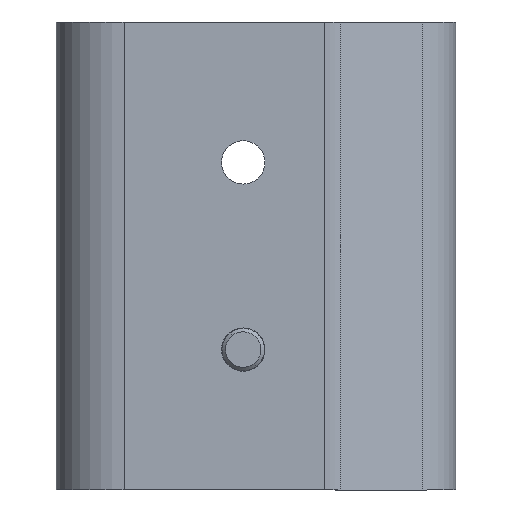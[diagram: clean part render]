
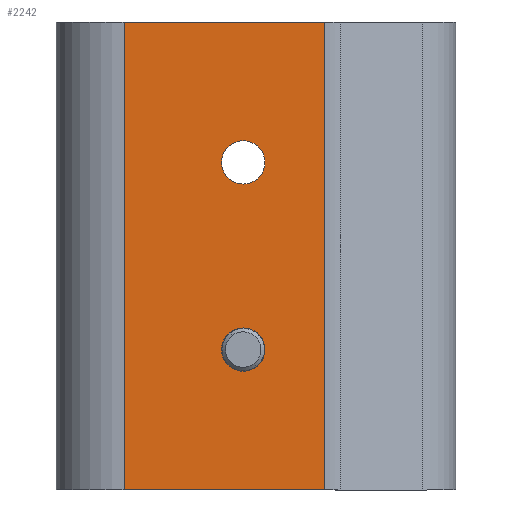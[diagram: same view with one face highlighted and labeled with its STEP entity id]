
A CAD part, left-side view. The second image highlights one B-rep face of the part: STEP entity #2242.
In plain terms, the highlighted planar face has unit normal (-1, 0, 0).
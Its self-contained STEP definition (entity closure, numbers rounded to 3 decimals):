
#3 = DIRECTION ( 'NONE',  ( 0., 0., 1. ) ) ;
#20 = LINE ( 'NONE', #362, #2419 ) ;
#35 = CIRCLE ( 'NONE', #1715, 5.1 ) ;
#48 = ORIENTED_EDGE ( 'NONE', *, *, #939, .T. ) ;
#55 = DIRECTION ( 'NONE',  ( 0., 0., 1. ) ) ;
#92 = CIRCLE ( 'NONE', #1216, 5.1 ) ;
#193 = VERTEX_POINT ( 'NONE', #2404 ) ;
#247 = CARTESIAN_POINT ( 'NONE',  ( -50., 3., 122. ) ) ;
#270 = LINE ( 'NONE', #1318, #1243 ) ;
#291 = DIRECTION ( 'NONE',  ( 0., 0., 1. ) ) ;
#306 = ORIENTED_EDGE ( 'NONE', *, *, #1521, .T. ) ;
#311 = EDGE_CURVE ( 'NONE', #1221, #698, #2054, .T. ) ;
#334 = ORIENTED_EDGE ( 'NONE', *, *, #1678, .F. ) ;
#362 = CARTESIAN_POINT ( 'NONE',  ( -50., -16.06, 200. ) ) ;
#378 = ORIENTED_EDGE ( 'NONE', *, *, #1770, .T. ) ;
#390 = CIRCLE ( 'NONE', #1443, 5.1 ) ;
#409 = ORIENTED_EDGE ( 'NONE', *, *, #1411, .T. ) ;
#457 = ORIENTED_EDGE ( 'NONE', *, *, #1375, .F. ) ;
#496 = EDGE_CURVE ( 'NONE', #2014, #2140, #20, .T. ) ;
#507 = DIRECTION ( 'NONE',  ( 1., 0., 0. ) ) ;
#509 = FACE_OUTER_BOUND ( 'NONE', #800, .T. ) ;
#549 = DIRECTION ( 'NONE',  ( -1., 0., 0. ) ) ;
#643 = CARTESIAN_POINT ( 'NONE',  ( -50., 3., 83.1 ) ) ;
#672 = EDGE_LOOP ( 'NONE', ( #306, #378 ) ) ;
#698 = VERTEX_POINT ( 'NONE', #1798 ) ;
#743 = DIRECTION ( 'NONE',  ( 1., 0., 0. ) ) ;
#800 = EDGE_LOOP ( 'NONE', ( #1057, #334, #1225, #457 ) ) ;
#882 = VERTEX_POINT ( 'NONE', #1816 ) ;
#939 = EDGE_CURVE ( 'NONE', #882, #1733, #35, .T. ) ;
#942 = AXIS2_PLACEMENT_3D ( 'NONE', #1105, #549, #1909 ) ;
#944 = CIRCLE ( 'NONE', #2133, 5.1 ) ;
#957 = VERTEX_POINT ( 'NONE', #643 ) ;
#985 = DIRECTION ( 'NONE',  ( 0., -1., 0. ) ) ;
#1020 = VECTOR ( 'NONE', #985, 1000. ) ;
#1057 = ORIENTED_EDGE ( 'NONE', *, *, #496, .F. ) ;
#1105 = CARTESIAN_POINT ( 'NONE',  ( -50., -106.892, 200. ) ) ;
#1216 = AXIS2_PLACEMENT_3D ( 'NONE', #2111, #743, #1915 ) ;
#1221 = VERTEX_POINT ( 'NONE', #2124 ) ;
#1222 = EDGE_LOOP ( 'NONE', ( #409, #48 ) ) ;
#1225 = ORIENTED_EDGE ( 'NONE', *, *, #311, .F. ) ;
#1243 = VECTOR ( 'NONE', #1515, 1000. ) ;
#1318 = CARTESIAN_POINT ( 'NONE',  ( -50., -16.06, 45. ) ) ;
#1371 = VECTOR ( 'NONE', #2153, 1000. ) ;
#1375 = EDGE_CURVE ( 'NONE', #2140, #1221, #270, .T. ) ;
#1411 = EDGE_CURVE ( 'NONE', #1733, #882, #92, .T. ) ;
#1432 = DIRECTION ( 'NONE',  ( 1., 0., 0. ) ) ;
#1443 = AXIS2_PLACEMENT_3D ( 'NONE', #2069, #1859, #3 ) ;
#1499 = FACE_BOUND ( 'NONE', #672, .T. ) ;
#1515 = DIRECTION ( 'NONE',  ( 0., 1., 0. ) ) ;
#1521 = EDGE_CURVE ( 'NONE', #957, #193, #944, .T. ) ;
#1650 = CARTESIAN_POINT ( 'NONE',  ( -50., 31., 200. ) ) ;
#1678 = EDGE_CURVE ( 'NONE', #698, #2014, #2061, .T. ) ;
#1681 = CARTESIAN_POINT ( 'NONE',  ( -50., 3., 78. ) ) ;
#1715 = AXIS2_PLACEMENT_3D ( 'NONE', #247, #1432, #55 ) ;
#1733 = VERTEX_POINT ( 'NONE', #2194 ) ;
#1770 = EDGE_CURVE ( 'NONE', #193, #957, #390, .T. ) ;
#1798 = CARTESIAN_POINT ( 'NONE',  ( -50., 31., 155. ) ) ;
#1816 = CARTESIAN_POINT ( 'NONE',  ( -50., 3., 116.9 ) ) ;
#1825 = CARTESIAN_POINT ( 'NONE',  ( -50., -16.06, 45. ) ) ;
#1859 = DIRECTION ( 'NONE',  ( 1., 0., 0. ) ) ;
#1909 = DIRECTION ( 'NONE',  ( 0., 0., 1. ) ) ;
#1915 = DIRECTION ( 'NONE',  ( 0., 0., 1. ) ) ;
#1943 = PLANE ( 'NONE',  #942 ) ;
#2000 = FACE_BOUND ( 'NONE', #1222, .T. ) ;
#2014 = VERTEX_POINT ( 'NONE', #2486 ) ;
#2054 = LINE ( 'NONE', #1650, #1371 ) ;
#2061 = LINE ( 'NONE', #2515, #1020 ) ;
#2069 = CARTESIAN_POINT ( 'NONE',  ( -50., 3., 78. ) ) ;
#2111 = CARTESIAN_POINT ( 'NONE',  ( -50., 3., 122. ) ) ;
#2124 = CARTESIAN_POINT ( 'NONE',  ( -50., 31., 45. ) ) ;
#2133 = AXIS2_PLACEMENT_3D ( 'NONE', #1681, #507, #291 ) ;
#2140 = VERTEX_POINT ( 'NONE', #1825 ) ;
#2153 = DIRECTION ( 'NONE',  ( 0., 0., 1. ) ) ;
#2194 = CARTESIAN_POINT ( 'NONE',  ( -50., 3., 127.1 ) ) ;
#2242 = ADVANCED_FACE ( 'NONE', ( #509, #2000, #1499 ), #1943, .T. ) ;
#2293 = DIRECTION ( 'NONE',  ( 0., 0., -1. ) ) ;
#2404 = CARTESIAN_POINT ( 'NONE',  ( -50., 3., 72.9 ) ) ;
#2419 = VECTOR ( 'NONE', #2293, 1000. ) ;
#2486 = CARTESIAN_POINT ( 'NONE',  ( -50., -16.06, 155. ) ) ;
#2515 = CARTESIAN_POINT ( 'NONE',  ( -50., -16.06, 155. ) ) ;
